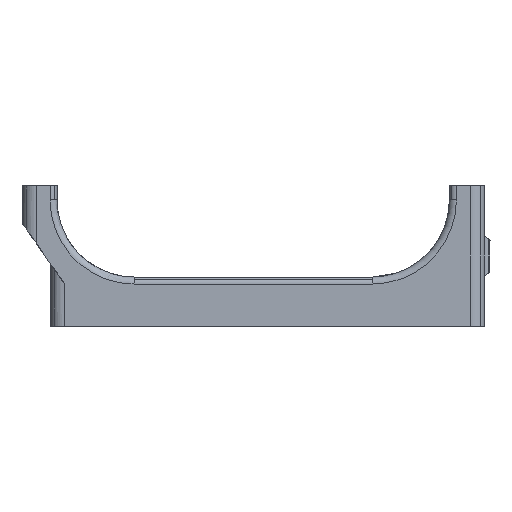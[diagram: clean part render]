
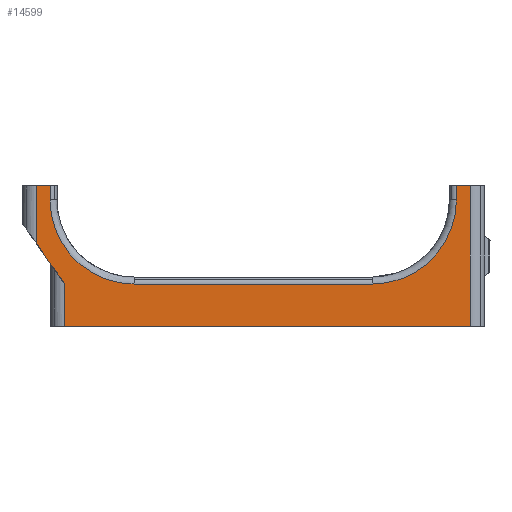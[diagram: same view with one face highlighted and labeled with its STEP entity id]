
A CAD part, left-side view. The second image highlights one B-rep face of the part: STEP entity #14599.
In plain terms, the highlighted planar face has unit normal (-1, 0, 0).
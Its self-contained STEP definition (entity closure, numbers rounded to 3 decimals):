
#284 = CARTESIAN_POINT ( 'NONE',  ( 143.863, 455.634, 198.747 ) ) ;
#826 = CARTESIAN_POINT ( 'NONE',  ( 143.863, 457.634, 200.747 ) ) ;
#861 = VECTOR ( 'NONE', #7810, 1000. ) ;
#1129 = VECTOR ( 'NONE', #18387, 1000. ) ;
#1316 = CARTESIAN_POINT ( 'NONE',  ( 143.863, 395.634, 195.747 ) ) ;
#1377 = VERTEX_POINT ( 'NONE', #284 ) ;
#1498 = CARTESIAN_POINT ( 'NONE',  ( 143.863, 417.934, 186.747 ) ) ;
#1635 = LINE ( 'NONE', #4800, #3984 ) ;
#1705 = DIRECTION ( 'NONE',  ( -1., 0., 0. ) ) ;
#1709 = VERTEX_POINT ( 'NONE', #6679 ) ;
#1779 = AXIS2_PLACEMENT_3D ( 'NONE', #10988, #11311, #20758 ) ;
#1919 = LINE ( 'NONE', #1498, #1129 ) ;
#2348 = CARTESIAN_POINT ( 'NONE',  ( 143.863, 453.634, 190.247 ) ) ;
#2435 = AXIS2_PLACEMENT_3D ( 'NONE', #17107, #19082, #15471 ) ;
#2831 = EDGE_CURVE ( 'NONE', #8331, #12408, #8977, .T. ) ;
#2853 = LINE ( 'NONE', #1316, #12230 ) ;
#3049 = DIRECTION ( 'NONE',  ( 0., 1., 0. ) ) ;
#3256 = VERTEX_POINT ( 'NONE', #18526 ) ;
#3984 = VECTOR ( 'NONE', #21376, 1000. ) ;
#4079 = LINE ( 'NONE', #10831, #7163 ) ;
#4090 = ORIENTED_EDGE ( 'NONE', *, *, #18475, .T. ) ;
#4118 = VERTEX_POINT ( 'NONE', #14624 ) ;
#4491 = LINE ( 'NONE', #7673, #14786 ) ;
#4555 = ORIENTED_EDGE ( 'NONE', *, *, #8813, .F. ) ;
#4800 = CARTESIAN_POINT ( 'NONE',  ( 143.863, 457.634, 195.747 ) ) ;
#4905 = CIRCLE ( 'NONE', #1779, 12. ) ;
#5911 = CARTESIAN_POINT ( 'NONE',  ( 143.863, 453.634, 180.747 ) ) ;
#5919 = DIRECTION ( 'NONE',  ( 0., 0., 1. ) ) ;
#6038 = EDGE_CURVE ( 'NONE', #12833, #7237, #1635, .T. ) ;
#6115 = ORIENTED_EDGE ( 'NONE', *, *, #6038, .F. ) ;
#6290 = CARTESIAN_POINT ( 'NONE',  ( 143.863, 455.634, 200.747 ) ) ;
#6679 = CARTESIAN_POINT ( 'NONE',  ( 143.863, 397.634, 200.747 ) ) ;
#6852 = VECTOR ( 'NONE', #21255, 1000. ) ;
#6974 = EDGE_CURVE ( 'NONE', #11713, #7237, #11122, .T. ) ;
#7163 = VECTOR ( 'NONE', #9415, 1000. ) ;
#7237 = VERTEX_POINT ( 'NONE', #826 ) ;
#7267 = VERTEX_POINT ( 'NONE', #11098 ) ;
#7294 = VERTEX_POINT ( 'NONE', #21196 ) ;
#7506 = ORIENTED_EDGE ( 'NONE', *, *, #12079, .F. ) ;
#7509 = EDGE_CURVE ( 'NONE', #12833, #12408, #4079, .T. ) ;
#7589 = CARTESIAN_POINT ( 'NONE',  ( 143.863, 409.634, 186.747 ) ) ;
#7673 = CARTESIAN_POINT ( 'NONE',  ( 143.863, 397.634, 185.747 ) ) ;
#7810 = DIRECTION ( 'NONE',  ( 0., -1., 0. ) ) ;
#7968 = DIRECTION ( 'NONE',  ( 0., 0., -1. ) ) ;
#8011 = LINE ( 'NONE', #19775, #861 ) ;
#8273 = DIRECTION ( 'NONE',  ( 0., 1., 0. ) ) ;
#8331 = VERTEX_POINT ( 'NONE', #5911 ) ;
#8813 = EDGE_CURVE ( 'NONE', #11713, #1377, #18206, .T. ) ;
#8815 = ORIENTED_EDGE ( 'NONE', *, *, #16444, .F. ) ;
#8816 = CARTESIAN_POINT ( 'NONE',  ( 143.863, 457.634, 192.604 ) ) ;
#8867 = VECTOR ( 'NONE', #3049, 1000. ) ;
#8977 = LINE ( 'NONE', #2348, #18926 ) ;
#9079 = EDGE_CURVE ( 'NONE', #1377, #7267, #21115, .T. ) ;
#9415 = DIRECTION ( 'NONE',  ( 0., -0.574, -0.819 ) ) ;
#10338 = PLANE ( 'NONE',  #2435 ) ;
#10831 = CARTESIAN_POINT ( 'NONE',  ( 143.863, 453.032, 186.032 ) ) ;
#10988 = CARTESIAN_POINT ( 'NONE',  ( 143.863, 409.634, 198.747 ) ) ;
#11098 = CARTESIAN_POINT ( 'NONE',  ( 143.863, 443.634, 186.747 ) ) ;
#11122 = LINE ( 'NONE', #12965, #8867 ) ;
#11311 = DIRECTION ( 'NONE',  ( -1., 0., 0. ) ) ;
#11441 = CARTESIAN_POINT ( 'NONE',  ( 143.863, 443.634, 198.747 ) ) ;
#11713 = VERTEX_POINT ( 'NONE', #6290 ) ;
#12079 = EDGE_CURVE ( 'NONE', #4118, #1709, #4491, .T. ) ;
#12194 = CARTESIAN_POINT ( 'NONE',  ( 143.863, 453.634, 186.891 ) ) ;
#12230 = VECTOR ( 'NONE', #7968, 1000. ) ;
#12408 = VERTEX_POINT ( 'NONE', #12194 ) ;
#12833 = VERTEX_POINT ( 'NONE', #8816 ) ;
#12965 = CARTESIAN_POINT ( 'NONE',  ( 143.863, 440.434, 200.747 ) ) ;
#13320 = CARTESIAN_POINT ( 'NONE',  ( 143.863, 455.634, 195.747 ) ) ;
#13531 = LINE ( 'NONE', #18409, #20659 ) ;
#14101 = ORIENTED_EDGE ( 'NONE', *, *, #2831, .F. ) ;
#14599 = ADVANCED_FACE ( 'NONE', ( #17229 ), #10338, .F. ) ;
#14624 = CARTESIAN_POINT ( 'NONE',  ( 143.863, 397.634, 198.747 ) ) ;
#14786 = VECTOR ( 'NONE', #20834, 1000. ) ;
#15014 = ORIENTED_EDGE ( 'NONE', *, *, #17121, .F. ) ;
#15471 = DIRECTION ( 'NONE',  ( 0., 1., 0. ) ) ;
#16444 = EDGE_CURVE ( 'NONE', #17641, #4118, #4905, .T. ) ;
#16640 = ORIENTED_EDGE ( 'NONE', *, *, #7509, .T. ) ;
#16715 = ORIENTED_EDGE ( 'NONE', *, *, #9079, .F. ) ;
#17107 = CARTESIAN_POINT ( 'NONE',  ( 143.863, 426.234, 190.747 ) ) ;
#17121 = EDGE_CURVE ( 'NONE', #7267, #17641, #1919, .T. ) ;
#17229 = FACE_OUTER_BOUND ( 'NONE', #21421, .T. ) ;
#17641 = VERTEX_POINT ( 'NONE', #7589 ) ;
#18006 = AXIS2_PLACEMENT_3D ( 'NONE', #11441, #1705, #19916 ) ;
#18206 = LINE ( 'NONE', #13320, #6852 ) ;
#18387 = DIRECTION ( 'NONE',  ( 0., -1., 0. ) ) ;
#18409 = CARTESIAN_POINT ( 'NONE',  ( 143.863, 409.934, 200.747 ) ) ;
#18475 = EDGE_CURVE ( 'NONE', #8331, #7294, #8011, .T. ) ;
#18526 = CARTESIAN_POINT ( 'NONE',  ( 143.863, 395.634, 200.747 ) ) ;
#18683 = ORIENTED_EDGE ( 'NONE', *, *, #6974, .T. ) ;
#18838 = ORIENTED_EDGE ( 'NONE', *, *, #20152, .F. ) ;
#18926 = VECTOR ( 'NONE', #5919, 1000. ) ;
#19082 = DIRECTION ( 'NONE',  ( 1., 0., 0. ) ) ;
#19219 = EDGE_CURVE ( 'NONE', #3256, #1709, #13531, .T. ) ;
#19775 = CARTESIAN_POINT ( 'NONE',  ( 143.863, 426.434, 180.747 ) ) ;
#19916 = DIRECTION ( 'NONE',  ( 0., 0.707, -0.707 ) ) ;
#20152 = EDGE_CURVE ( 'NONE', #3256, #7294, #2853, .T. ) ;
#20397 = ORIENTED_EDGE ( 'NONE', *, *, #19219, .T. ) ;
#20659 = VECTOR ( 'NONE', #8273, 1000. ) ;
#20758 = DIRECTION ( 'NONE',  ( 0., -0.707, -0.707 ) ) ;
#20834 = DIRECTION ( 'NONE',  ( 0., 0., 1. ) ) ;
#21115 = CIRCLE ( 'NONE', #18006, 12. ) ;
#21196 = CARTESIAN_POINT ( 'NONE',  ( 143.863, 395.634, 180.747 ) ) ;
#21255 = DIRECTION ( 'NONE',  ( 0., 0., -1. ) ) ;
#21376 = DIRECTION ( 'NONE',  ( 0., 0., 1. ) ) ;
#21421 = EDGE_LOOP ( 'NONE', ( #4555, #18683, #6115, #16640, #14101, #4090, #18838, #20397, #7506, #8815, #15014, #16715 ) ) ;
